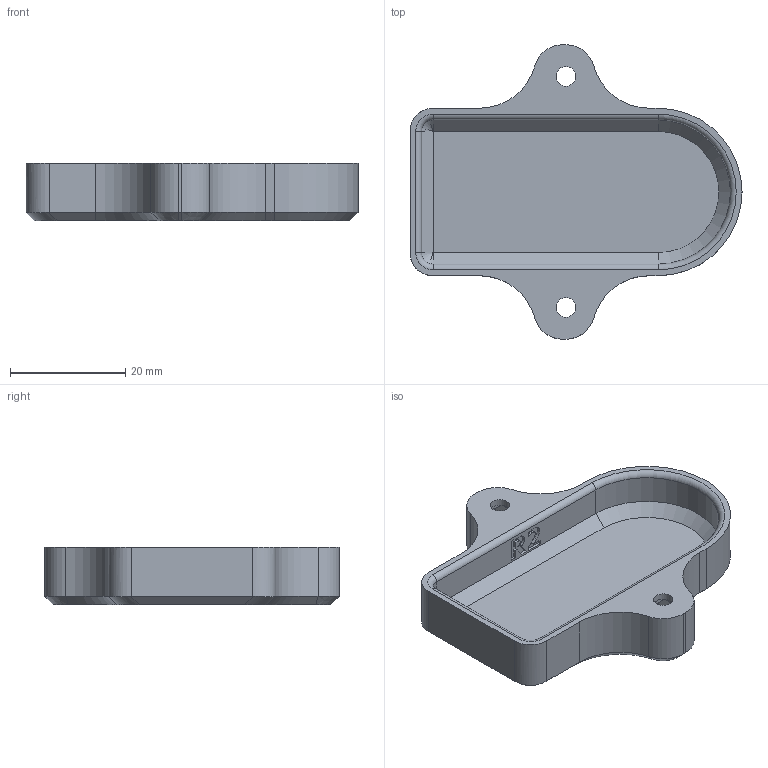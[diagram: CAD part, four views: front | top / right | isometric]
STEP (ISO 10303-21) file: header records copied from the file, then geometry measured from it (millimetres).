
FILE_DESCRIPTION(/* description */ (''),/* implementation_level */ '2;1');
FILE_NAME(/* name */ 'ethernet-cover.stp',/* time_stamp */ '2023-12-19T11:16:52+01:00',/* author */ ('Dominik Tebich'),/* organization */ (''),/* preprocessor_version */ 'ST-DEVELOPER v19.2',/* originating_system */ 'Autodesk Inventor 2023',/* authorisation */ '');
FILE_SCHEMA (('AUTOMOTIVE_DESIGN { 1 0 10303 214 3 1 1 }'));
Length unit declared in the file: millimetre
Products named in the file (1): ethernet-cover_R2
Bounding box: 57.5 x 51 x 10 mm (x, y, z)
Volume: 7903.9 mm3; surface area: 6574.5 mm2
Topology: 1 solids, 1 shells, 143 faces, 363 edges, 224 vertices
Faces by surface type: plane 91, cylinder 21, bspline 16, cone 12, torus 3
Full cylindrical faces by diameter (mm): 3.4 x2
Entity records: 4365 total; most frequent: CARTESIAN_POINT 963, ORIENTED_EDGE 722, DIRECTION 644, EDGE_CURVE 361, LINE 266, VECTOR 266, VERTEX_POINT 224, AXIS2_PLACEMENT_3D 189
